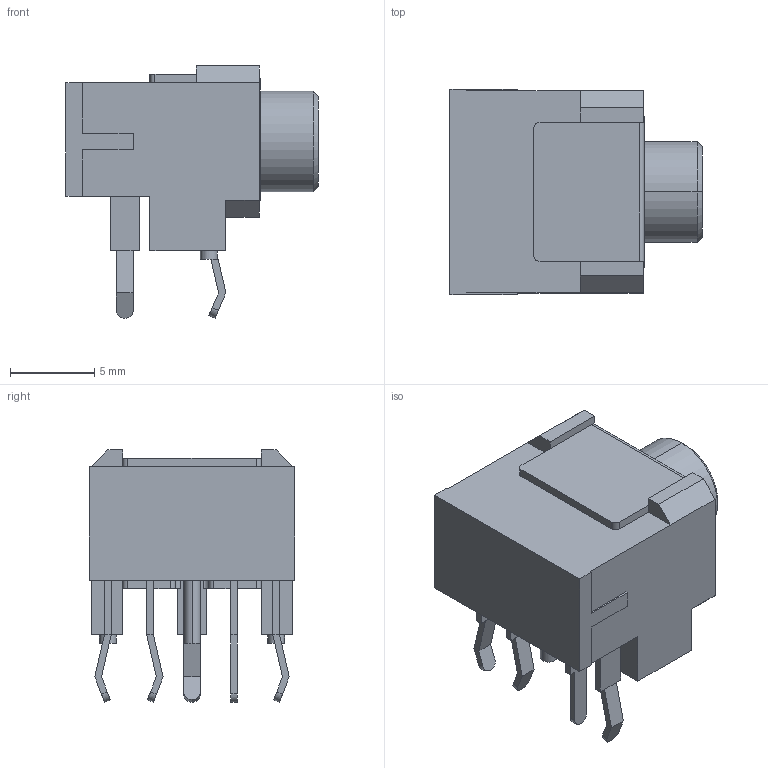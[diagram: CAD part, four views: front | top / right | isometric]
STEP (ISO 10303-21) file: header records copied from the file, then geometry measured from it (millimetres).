
FILE_DESCRIPTION(('STEP AP203'),'1');
FILE_NAME('sj1-3545n.stp','2014-06-20T11:17:55',('TraceParts'),('TraceParts S.A.'),'XStep 1.0',' ',' ');
FILE_SCHEMA(('CONFIG_CONTROL_DESIGN'));
Length unit declared in the file: millimetre
Products named in the file (3): 1; 2; 3
Bounding box: 15 x 12.2 x 15 mm (x, y, z)
Volume: 1142.6 mm3; surface area: 973.8 mm2
Topology: 3 solids, 3 shells, 206 faces, 529 edges, 340 vertices
Faces by surface type: plane 158, cylinder 46, cone 2
Entity records: 6295 total; most frequent: CARTESIAN_POINT 1078, ORIENTED_EDGE 1058, DIRECTION 1041, EDGE_CURVE 529, LINE 435, VECTOR 435, VERTEX_POINT 340, AXIS2_PLACEMENT_3D 303
